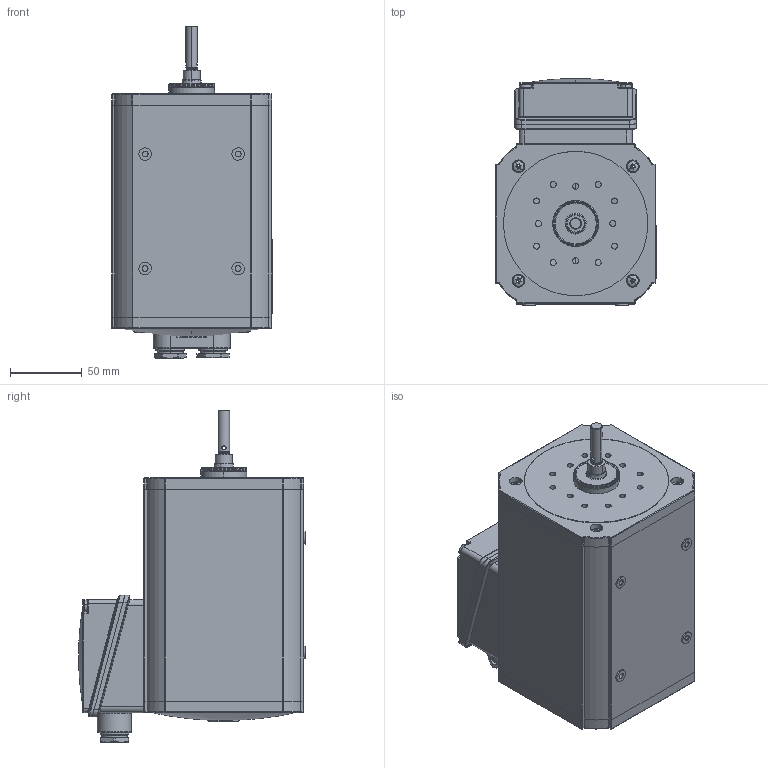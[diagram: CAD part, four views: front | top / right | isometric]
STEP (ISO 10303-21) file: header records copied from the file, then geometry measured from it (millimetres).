
FILE_DESCRIPTION (( 'STEP AP203' ), '1' );
FILE_NAME ('Motor IGKU100-80 für VE31.STEP', '2015-12-17T08:37:50', ( 'gfeller' ), ( '' ), 'SwSTEP 2.0', 'SolidWorks 2014', '' );
FILE_SCHEMA (( 'CONFIG_CONTROL_DESIGN' ));
Length unit declared in the file: millimetre
Products named in the file (1): Motor IGKU100-80 f黵 VE31
Bounding box: 112.5 x 158.5 x 232.05 mm (x, y, z)
Surface area: 127651.6 mm2 (no closed solid volume)
Topology: 0 solids, 35 shells, 773 faces, 2269 edges, 1459 vertices
Faces by surface type: plane 305, cylinder 282, torus 62, sphere 47, bspline 40, cone 37
Entity records: 27843 total; most frequent: CARTESIAN_POINT 7884, DIRECTION 4354, ORIENTED_EDGE 3702, EDGE_CURVE 2246, AXIS2_PLACEMENT_3D 1641, VERTEX_POINT 1459, LINE 1072, VECTOR 1072
